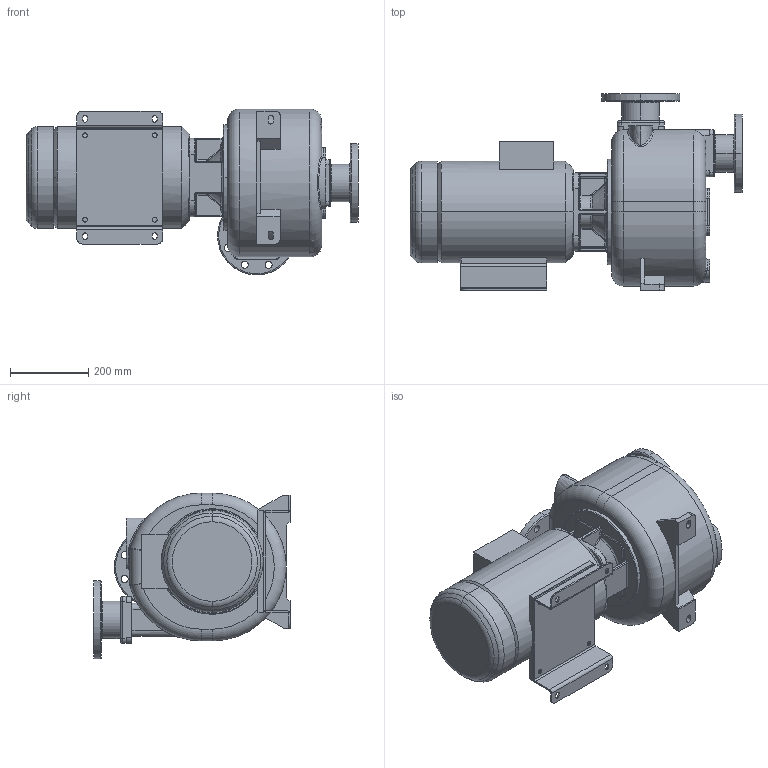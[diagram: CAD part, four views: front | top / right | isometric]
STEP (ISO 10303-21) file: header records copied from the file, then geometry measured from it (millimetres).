
FILE_DESCRIPTION((''),'2;1');
FILE_NAME('S_91_T_F','2012-02-29T',('Amenduni'),(''),'PRO/ENGINEER BY PARAMETRIC TECHNOLOGY CORPORATION, 2011370','PRO/ENGINEER BY PARAMETRIC TECHNOLOGY CORPORATION, 2011370','');
FILE_SCHEMA(('CONFIG_CONTROL_DESIGN'));
Length unit declared in the file: millimetre
Products named in the file (1): S_91_T_F
Bounding box: 848.5 x 503 x 424 mm (x, y, z)
Volume: 57782902.7 mm3; surface area: 1525860 mm2
Topology: 1 solids, 1 shells, 601 faces, 1454 edges, 868 vertices
Faces by surface type: cylinder 213, plane 164, bspline 120, torus 78, sphere 12, cone 10, extrusion 4
Entity records: 28830 total; most frequent: CARTESIAN_POINT 15214, ORIENTED_EDGE 2892, DIRECTION 2810, EDGE_CURVE 1446, AXIS2_PLACEMENT_3D 1128, VERTEX_POINT 868, EDGE_LOOP 670, CIRCLE 647
